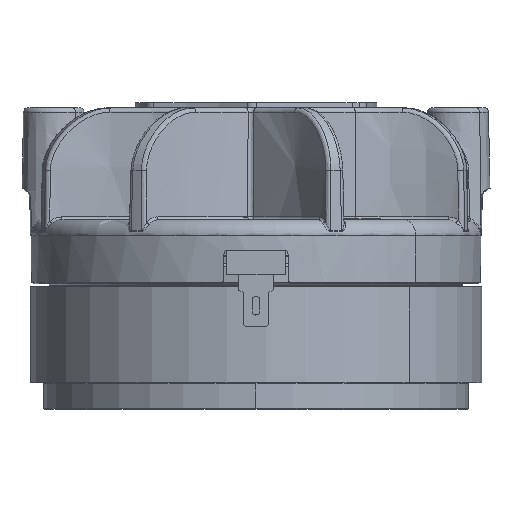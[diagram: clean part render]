
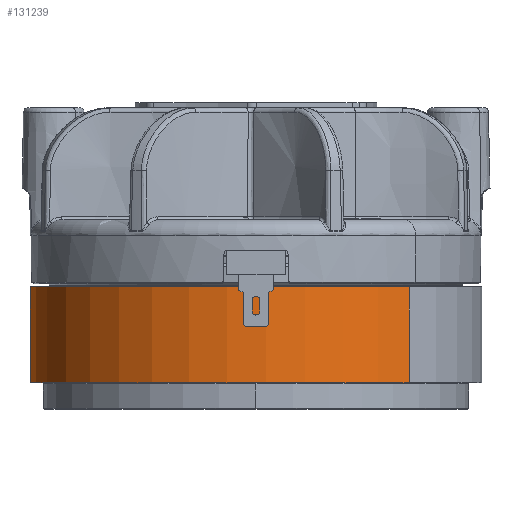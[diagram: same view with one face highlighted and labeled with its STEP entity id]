
A CAD part, left-side view. The second image highlights one B-rep face of the part: STEP entity #131239.
In plain terms, the highlighted cylindrical face has radius 42.5 mm (diameter 85 mm), a partial arc.
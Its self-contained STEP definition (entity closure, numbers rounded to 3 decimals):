
#267 = EDGE_CURVE ( 'NONE', #4239, #100306, #60692, .T. ) ;
#4239 = VERTEX_POINT ( 'NONE', #47499 ) ;
#7970 = AXIS2_PLACEMENT_3D ( 'NONE', #147600, #28942, #21813 ) ;
#10565 = DIRECTION ( 'NONE',  ( 0., 0., -1. ) ) ;
#14285 = VERTEX_POINT ( 'NONE', #47150 ) ;
#21813 = DIRECTION ( 'NONE',  ( 1., 0., 0. ) ) ;
#24450 = CARTESIAN_POINT ( 'NONE',  ( -42.5, 0., 18. ) ) ;
#25673 = AXIS2_PLACEMENT_3D ( 'NONE', #36345, #10565, #34117 ) ;
#25868 = DIRECTION ( 'NONE',  ( 0., 0., 1. ) ) ;
#28942 = DIRECTION ( 'NONE',  ( 0., 0., 1. ) ) ;
#34117 = DIRECTION ( 'NONE',  ( -1., 0., 0. ) ) ;
#34922 = CARTESIAN_POINT ( 'NONE',  ( -42.5, 0., 18. ) ) ;
#36225 = VECTOR ( 'NONE', #93397, 1000. ) ;
#36345 = CARTESIAN_POINT ( 'NONE',  ( 0., 0., 18. ) ) ;
#37001 = VERTEX_POINT ( 'NONE', #34922 ) ;
#44919 = ORIENTED_EDGE ( 'NONE', *, *, #51520, .T. ) ;
#45294 = EDGE_CURVE ( 'NONE', #37001, #14285, #125973, .T. ) ;
#47150 = CARTESIAN_POINT ( 'NONE',  ( -42.5, 0., 0. ) ) ;
#47499 = CARTESIAN_POINT ( 'NONE',  ( 42.5, 0., 18. ) ) ;
#48633 = DIRECTION ( 'NONE',  ( 1., 0., 0. ) ) ;
#51283 = ORIENTED_EDGE ( 'NONE', *, *, #45294, .F. ) ;
#51520 = EDGE_CURVE ( 'NONE', #100306, #14285, #127941, .T. ) ;
#60276 = CARTESIAN_POINT ( 'NONE',  ( 42.5, 0., 0. ) ) ;
#60692 = LINE ( 'NONE', #128854, #128974 ) ;
#62239 = CARTESIAN_POINT ( 'NONE',  ( 0., 0., 0. ) ) ;
#62695 = AXIS2_PLACEMENT_3D ( 'NONE', #62239, #25868, #48633 ) ;
#68825 = CIRCLE ( 'NONE', #7970, 42.5 ) ;
#68945 = FACE_OUTER_BOUND ( 'NONE', #98196, .T. ) ;
#93397 = DIRECTION ( 'NONE',  ( 0., 0., -1. ) ) ;
#96269 = DIRECTION ( 'NONE',  ( 0., 0., -1. ) ) ;
#98196 = EDGE_LOOP ( 'NONE', ( #111828, #130599, #44919, #51283 ) ) ;
#100306 = VERTEX_POINT ( 'NONE', #60276 ) ;
#110376 = EDGE_CURVE ( 'NONE', #4239, #37001, #68825, .T. ) ;
#111828 = ORIENTED_EDGE ( 'NONE', *, *, #110376, .F. ) ;
#125973 = LINE ( 'NONE', #24450, #36225 ) ;
#127941 = CIRCLE ( 'NONE', #62695, 42.5 ) ;
#128721 = CYLINDRICAL_SURFACE ( 'NONE', #25673, 42.5 ) ;
#128854 = CARTESIAN_POINT ( 'NONE',  ( 42.5, 0., 18. ) ) ;
#128974 = VECTOR ( 'NONE', #96269, 1000. ) ;
#130599 = ORIENTED_EDGE ( 'NONE', *, *, #267, .T. ) ;
#131239 = ADVANCED_FACE ( 'NONE', ( #68945 ), #128721, .T. ) ;
#147600 = CARTESIAN_POINT ( 'NONE',  ( 0., 0., 18. ) ) ;
